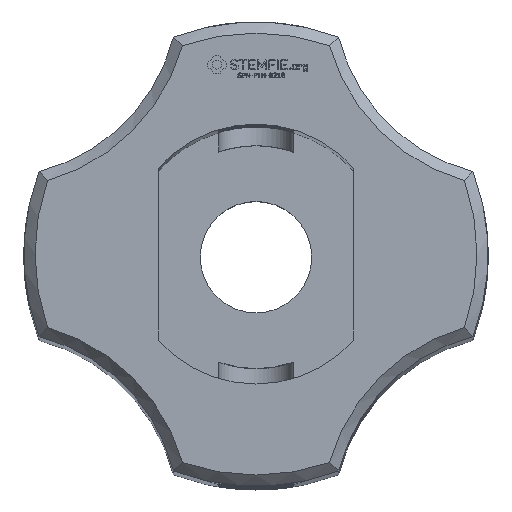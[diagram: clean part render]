
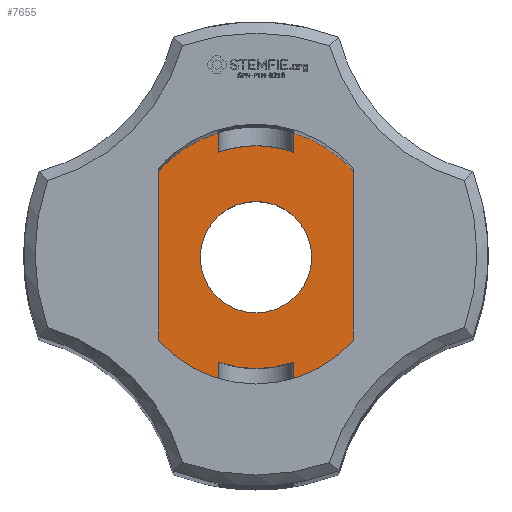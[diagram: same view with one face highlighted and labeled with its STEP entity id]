
A CAD part, top view. The second image highlights one B-rep face of the part: STEP entity #7655.
In plain terms, the highlighted planar face has unit normal (0, 0, 1).
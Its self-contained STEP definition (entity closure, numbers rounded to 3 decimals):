
#1880 = VERTEX_POINT('',#1881);
#1881 = CARTESIAN_POINT('',(2.829,0.998,11.));
#1895 = EDGE_CURVE('',#1896,#1880,#1898,.T.);
#1896 = VERTEX_POINT('',#1897);
#1897 = CARTESIAN_POINT('',(2.625,0.998,11.));
#1898 = LINE('',#1899,#1900);
#1899 = CARTESIAN_POINT('',(62.57,0.998,11.));
#1900 = VECTOR('',#1901,1.);
#1901 = DIRECTION('',(1.,0.,0.));
#1904 = VERTEX_POINT('',#1905);
#1905 = CARTESIAN_POINT('',(2.625,-0.998,11.));
#1912 = EDGE_CURVE('',#1904,#1913,#1915,.T.);
#1913 = VERTEX_POINT('',#1914);
#1914 = CARTESIAN_POINT('',(2.829,-0.998,11.));
#1915 = LINE('',#1916,#1917);
#1916 = CARTESIAN_POINT('',(62.57,-0.998,11.));
#1917 = VECTOR('',#1918,1.);
#1918 = DIRECTION('',(1.,0.,0.));
#7559 = EDGE_CURVE('',#7560,#1896,#7562,.T.);
#7560 = VERTEX_POINT('',#7561);
#7561 = CARTESIAN_POINT('',(2.625,2.315,11.));
#7562 = LINE('',#7563,#7564);
#7563 = CARTESIAN_POINT('',(2.625,2.315,11.));
#7564 = VECTOR('',#7565,1.);
#7565 = DIRECTION('',(0.,-1.,0.));
#7575 = VERTEX_POINT('',#7576);
#7576 = CARTESIAN_POINT('',(2.625,-2.315,11.));
#7582 = EDGE_CURVE('',#1904,#7575,#7583,.T.);
#7583 = LINE('',#7584,#7585);
#7584 = CARTESIAN_POINT('',(2.625,2.315,11.));
#7585 = VECTOR('',#7586,1.);
#7586 = DIRECTION('',(0.,-1.,0.));
#7642 = EDGE_CURVE('',#1880,#1913,#7643,.T.);
#7643 = CIRCLE('',#7644,3.);
#7644 = AXIS2_PLACEMENT_3D('',#7645,#7646,#7647);
#7645 = CARTESIAN_POINT('',(0.,0.,11.));
#7646 = DIRECTION('',(0.,0.,-1.));
#7647 = DIRECTION('',(0.,1.,0.));
#7655 = ADVANCED_FACE('',(#7656,#7797),#7808,.T.);
#7656 = FACE_BOUND('',#7657,.T.);
#7657 = EDGE_LOOP('',(#7658,#7659,#7660,#7661,#7662,#7671,#7679,#7688,
    #7697,#7705,#7714,#7722,#7730,#7739,#7747,#7755,#7764,#7772,#7781,
    #7789,#7796));
#7658 = ORIENTED_EDGE('',*,*,#1912,.T.);
#7659 = ORIENTED_EDGE('',*,*,#7642,.F.);
#7660 = ORIENTED_EDGE('',*,*,#1895,.F.);
#7661 = ORIENTED_EDGE('',*,*,#7559,.F.);
#7662 = ORIENTED_EDGE('',*,*,#7663,.T.);
#7663 = EDGE_CURVE('',#7560,#7664,#7666,.T.);
#7664 = VERTEX_POINT('',#7665);
#7665 = CARTESIAN_POINT('',(0.998,3.355,11.));
#7666 = CIRCLE('',#7667,3.5);
#7667 = AXIS2_PLACEMENT_3D('',#7668,#7669,#7670);
#7668 = CARTESIAN_POINT('',(0.,0.,11.)
  );
#7669 = DIRECTION('',(0.,0.,1.));
#7670 = DIRECTION('',(1.,0.,0.));
#7671 = ORIENTED_EDGE('',*,*,#7672,.T.);
#7672 = EDGE_CURVE('',#7664,#7673,#7675,.T.);
#7673 = VERTEX_POINT('',#7674);
#7674 = CARTESIAN_POINT('',(0.998,2.829,11.));
#7675 = LINE('',#7676,#7677);
#7676 = CARTESIAN_POINT('',(0.998,-62.57,11.));
#7677 = VECTOR('',#7678,1.);
#7678 = DIRECTION('',(0.,-1.,0.));
#7679 = ORIENTED_EDGE('',*,*,#7680,.F.);
#7680 = EDGE_CURVE('',#7681,#7673,#7683,.T.);
#7681 = VERTEX_POINT('',#7682);
#7682 = CARTESIAN_POINT('',(0.,3.,11.));
#7683 = CIRCLE('',#7684,3.);
#7684 = AXIS2_PLACEMENT_3D('',#7685,#7686,#7687);
#7685 = CARTESIAN_POINT('',(0.,0.,11.));
#7686 = DIRECTION('',(0.,0.,-1.));
#7687 = DIRECTION('',(0.,1.,0.));
#7688 = ORIENTED_EDGE('',*,*,#7689,.F.);
#7689 = EDGE_CURVE('',#7690,#7681,#7692,.T.);
#7690 = VERTEX_POINT('',#7691);
#7691 = CARTESIAN_POINT('',(-0.998,2.829,11.));
#7692 = CIRCLE('',#7693,3.);
#7693 = AXIS2_PLACEMENT_3D('',#7694,#7695,#7696);
#7694 = CARTESIAN_POINT('',(0.,0.,11.));
#7695 = DIRECTION('',(0.,0.,-1.));
#7696 = DIRECTION('',(0.,1.,0.));
#7697 = ORIENTED_EDGE('',*,*,#7698,.F.);
#7698 = EDGE_CURVE('',#7699,#7690,#7701,.T.);
#7699 = VERTEX_POINT('',#7700);
#7700 = CARTESIAN_POINT('',(-0.998,3.355,11.));
#7701 = LINE('',#7702,#7703);
#7702 = CARTESIAN_POINT('',(-0.998,-62.57,11.));
#7703 = VECTOR('',#7704,1.);
#7704 = DIRECTION('',(0.,-1.,0.));
#7705 = ORIENTED_EDGE('',*,*,#7706,.T.);
#7706 = EDGE_CURVE('',#7699,#7707,#7709,.T.);
#7707 = VERTEX_POINT('',#7708);
#7708 = CARTESIAN_POINT('',(-2.625,2.315,11.));
#7709 = CIRCLE('',#7710,3.5);
#7710 = AXIS2_PLACEMENT_3D('',#7711,#7712,#7713);
#7711 = CARTESIAN_POINT('',(0.,0.,11.)
  );
#7712 = DIRECTION('',(0.,0.,1.));
#7713 = DIRECTION('',(1.,0.,0.));
#7714 = ORIENTED_EDGE('',*,*,#7715,.T.);
#7715 = EDGE_CURVE('',#7707,#7716,#7718,.T.);
#7716 = VERTEX_POINT('',#7717);
#7717 = CARTESIAN_POINT('',(-2.625,0.998,11.));
#7718 = LINE('',#7719,#7720);
#7719 = CARTESIAN_POINT('',(-2.625,2.315,11.));
#7720 = VECTOR('',#7721,1.);
#7721 = DIRECTION('',(0.,-1.,0.));
#7722 = ORIENTED_EDGE('',*,*,#7723,.F.);
#7723 = EDGE_CURVE('',#7724,#7716,#7726,.T.);
#7724 = VERTEX_POINT('',#7725);
#7725 = CARTESIAN_POINT('',(-2.829,0.998,11.));
#7726 = LINE('',#7727,#7728);
#7727 = CARTESIAN_POINT('',(62.57,0.998,11.));
#7728 = VECTOR('',#7729,1.);
#7729 = DIRECTION('',(1.,0.,0.));
#7730 = ORIENTED_EDGE('',*,*,#7731,.F.);
#7731 = EDGE_CURVE('',#7732,#7724,#7734,.T.);
#7732 = VERTEX_POINT('',#7733);
#7733 = CARTESIAN_POINT('',(-2.829,-0.998,11.));
#7734 = CIRCLE('',#7735,3.);
#7735 = AXIS2_PLACEMENT_3D('',#7736,#7737,#7738);
#7736 = CARTESIAN_POINT('',(0.,0.,11.));
#7737 = DIRECTION('',(0.,0.,-1.));
#7738 = DIRECTION('',(0.,1.,0.));
#7739 = ORIENTED_EDGE('',*,*,#7740,.T.);
#7740 = EDGE_CURVE('',#7732,#7741,#7743,.T.);
#7741 = VERTEX_POINT('',#7742);
#7742 = CARTESIAN_POINT('',(-2.625,-0.998,11.));
#7743 = LINE('',#7744,#7745);
#7744 = CARTESIAN_POINT('',(62.57,-0.998,11.));
#7745 = VECTOR('',#7746,1.);
#7746 = DIRECTION('',(1.,0.,0.));
#7747 = ORIENTED_EDGE('',*,*,#7748,.T.);
#7748 = EDGE_CURVE('',#7741,#7749,#7751,.T.);
#7749 = VERTEX_POINT('',#7750);
#7750 = CARTESIAN_POINT('',(-2.625,-2.315,11.));
#7751 = LINE('',#7752,#7753);
#7752 = CARTESIAN_POINT('',(-2.625,2.315,11.));
#7753 = VECTOR('',#7754,1.);
#7754 = DIRECTION('',(0.,-1.,0.));
#7755 = ORIENTED_EDGE('',*,*,#7756,.T.);
#7756 = EDGE_CURVE('',#7749,#7757,#7759,.T.);
#7757 = VERTEX_POINT('',#7758);
#7758 = CARTESIAN_POINT('',(-0.998,-3.355,11.));
#7759 = CIRCLE('',#7760,3.5);
#7760 = AXIS2_PLACEMENT_3D('',#7761,#7762,#7763);
#7761 = CARTESIAN_POINT('',(0.,0.,11.)
  );
#7762 = DIRECTION('',(0.,0.,1.));
#7763 = DIRECTION('',(1.,0.,0.));
#7764 = ORIENTED_EDGE('',*,*,#7765,.F.);
#7765 = EDGE_CURVE('',#7766,#7757,#7768,.T.);
#7766 = VERTEX_POINT('',#7767);
#7767 = CARTESIAN_POINT('',(-0.998,-2.829,11.));
#7768 = LINE('',#7769,#7770);
#7769 = CARTESIAN_POINT('',(-0.998,-62.57,11.));
#7770 = VECTOR('',#7771,1.);
#7771 = DIRECTION('',(0.,-1.,0.));
#7772 = ORIENTED_EDGE('',*,*,#7773,.F.);
#7773 = EDGE_CURVE('',#7774,#7766,#7776,.T.);
#7774 = VERTEX_POINT('',#7775);
#7775 = CARTESIAN_POINT('',(0.998,-2.829,11.));
#7776 = CIRCLE('',#7777,3.);
#7777 = AXIS2_PLACEMENT_3D('',#7778,#7779,#7780);
#7778 = CARTESIAN_POINT('',(0.,0.,11.));
#7779 = DIRECTION('',(0.,0.,-1.));
#7780 = DIRECTION('',(0.,1.,0.));
#7781 = ORIENTED_EDGE('',*,*,#7782,.T.);
#7782 = EDGE_CURVE('',#7774,#7783,#7785,.T.);
#7783 = VERTEX_POINT('',#7784);
#7784 = CARTESIAN_POINT('',(0.998,-3.355,11.));
#7785 = LINE('',#7786,#7787);
#7786 = CARTESIAN_POINT('',(0.998,-62.57,11.));
#7787 = VECTOR('',#7788,1.);
#7788 = DIRECTION('',(0.,-1.,0.));
#7789 = ORIENTED_EDGE('',*,*,#7790,.T.);
#7790 = EDGE_CURVE('',#7783,#7575,#7791,.T.);
#7791 = CIRCLE('',#7792,3.5);
#7792 = AXIS2_PLACEMENT_3D('',#7793,#7794,#7795);
#7793 = CARTESIAN_POINT('',(0.,0.,11.)
  );
#7794 = DIRECTION('',(0.,0.,1.));
#7795 = DIRECTION('',(1.,0.,0.));
#7796 = ORIENTED_EDGE('',*,*,#7582,.F.);
#7797 = FACE_BOUND('',#7798,.T.);
#7798 = EDGE_LOOP('',(#7799));
#7799 = ORIENTED_EDGE('',*,*,#7800,.T.);
#7800 = EDGE_CURVE('',#7801,#7801,#7803,.T.);
#7801 = VERTEX_POINT('',#7802);
#7802 = CARTESIAN_POINT('',(0.,1.5,11.));
#7803 = CIRCLE('',#7804,1.5);
#7804 = AXIS2_PLACEMENT_3D('',#7805,#7806,#7807);
#7805 = CARTESIAN_POINT('',(0.,0.,11.));
#7806 = DIRECTION('',(0.,0.,-1.));
#7807 = DIRECTION('',(0.,1.,0.));
#7808 = PLANE('',#7809);
#7809 = AXIS2_PLACEMENT_3D('',#7810,#7811,#7812);
#7810 = CARTESIAN_POINT('',(0.,0.001,11.)
  );
#7811 = DIRECTION('',(0.,0.,1.));
#7812 = DIRECTION('',(0.,1.,0.));
